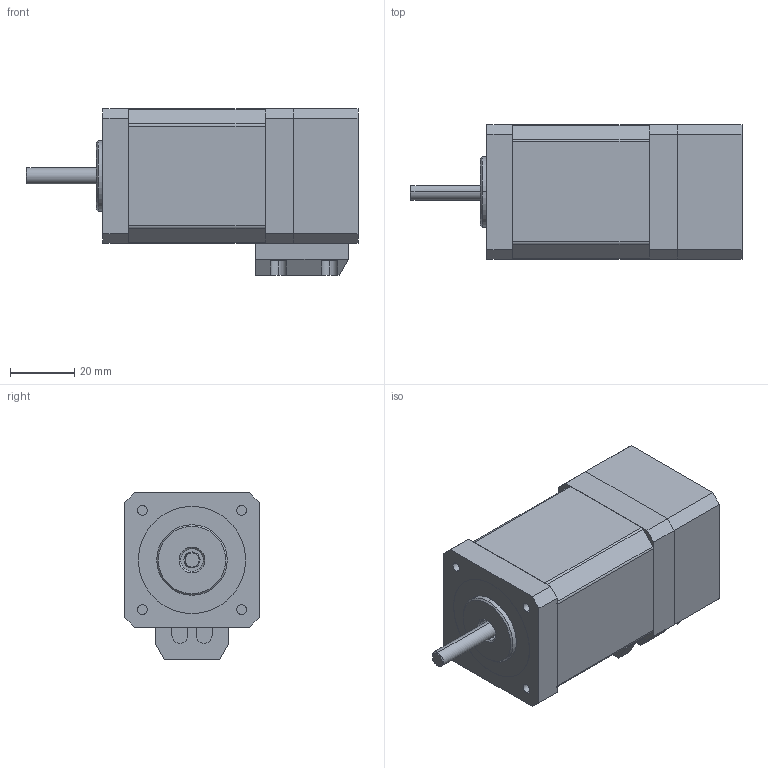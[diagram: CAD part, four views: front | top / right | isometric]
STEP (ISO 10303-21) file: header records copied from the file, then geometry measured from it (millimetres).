
FILE_DESCRIPTION (( 'STEP AP214' ), '1' );
FILE_NAME ('42HS60ES.STEP', '2024-01-05T02:51:11', ( '' ), ( '' ), 'SwSTEP 2.0', 'SolidWorks 2021', '' );
FILE_SCHEMA (( 'AUTOMOTIVE_DESIGN' ));
Length unit declared in the file: millimetre
Products named in the file (4): 42敕遠揤盄輸; 42敕遠綴裔; 42HS60ES
Assembly tree (3 placements, depth 2):
  42HS60ES
    42HS60ES
    42敕遠綴裔
    42敕遠揤盄輸
Bounding box: 103.7 x 42 x 52 mm (x, y, z)
Volume: 143584.7 mm3; surface area: 31010.8 mm2
Topology: 7 solids, 7 shells, 230 faces, 576 edges, 378 vertices
Faces by surface type: plane 155, cylinder 58, torus 10, cone 7
Entity records: 7339 total; most frequent: CARTESIAN_POINT 1492, ORIENTED_EDGE 1152, DIRECTION 1143, EDGE_CURVE 576, AXIS2_PLACEMENT_3D 389, VERTEX_POINT 378, VECTOR 365, LINE 365
